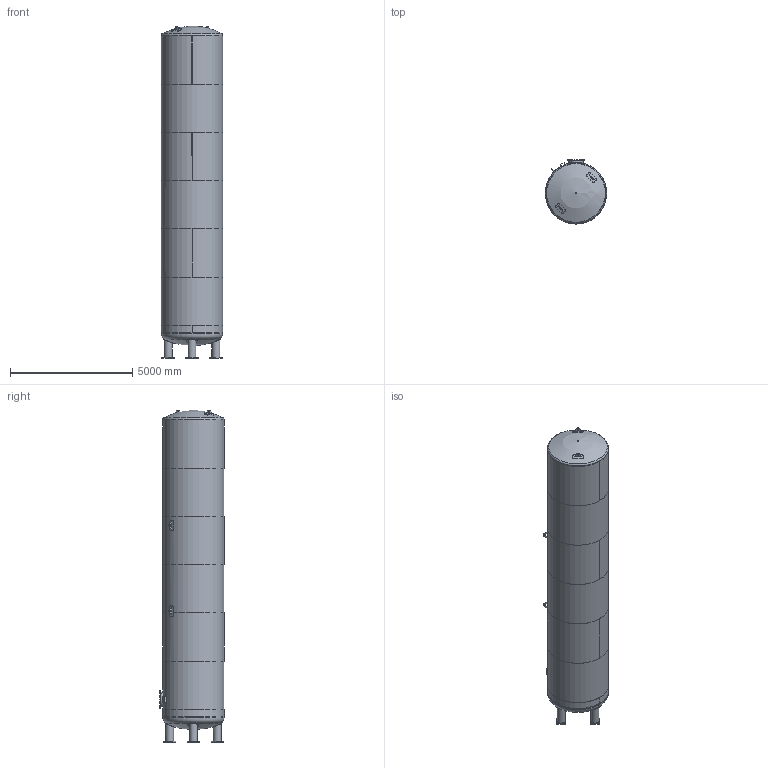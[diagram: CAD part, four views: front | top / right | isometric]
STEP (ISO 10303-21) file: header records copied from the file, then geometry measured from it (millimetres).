
FILE_DESCRIPTION((''),'2;1');
FILE_NAME('Behälter_Z-38_11-241_2500_061.stp','2013-01-31T12:44:38',('k�'),(''),'Autodesk Inventor 2012','Autodesk Inventor 2012','');
FILE_SCHEMA(('AUTOMOTIVE_DESIGN { 1 0 10303 214 1 1 1 1 }'));
Length unit declared in the file: millimetre
Products named in the file (1): Behälter_Z-38_11-241_2500_061_KV
Bounding box: 2500 x 2619 x 13563.78 mm (x, y, z)
Volume: 2568132685.4 mm3; surface area: 221660345.2 mm2
Topology: 6 solids, 10 shells, 228 faces, 577 edges, 365 vertices
Faces by surface type: plane 133, cylinder 65, sphere 19, torus 11
Full cylindrical faces by diameter (mm): 60.3 x1, 200 x4, 306.9 x4, 323.9 x4, 450 x4, 598 x2, 610 x2, 720 x1, 2480 x1, 2486 x6, 2488 x1, 2500 x9
Entity records: 9556 total; most frequent: CARTESIAN_POINT 4058, DIRECTION 1074, ORIENTED_EDGE 1070, EDGE_CURVE 535, AXIS2_PLACEMENT_3D 386, VERTEX_POINT 346, VECTOR 302, LINE 302
